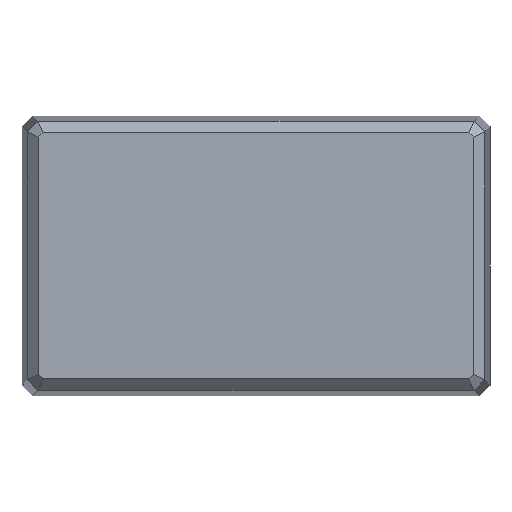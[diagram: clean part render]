
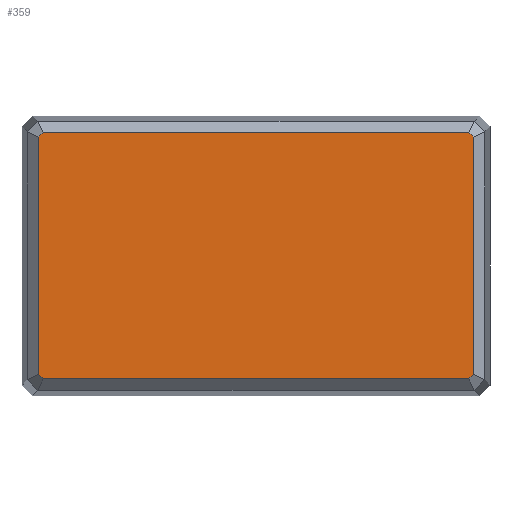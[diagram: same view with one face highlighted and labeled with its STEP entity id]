
A CAD part, top view. The second image highlights one B-rep face of the part: STEP entity #359.
In plain terms, the highlighted planar face has unit normal (0, 0, 1).
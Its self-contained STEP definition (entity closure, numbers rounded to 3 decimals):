
#22 = CARTESIAN_POINT ( 'NONE',  ( -40.396, 22.062, 29.5 ) ) ;
#26 = EDGE_CURVE ( 'NONE', #374, #730, #698, .T. ) ;
#27 = CARTESIAN_POINT ( 'NONE',  ( 31.253, -31.215, 29.5 ) ) ;
#30 = LINE ( 'NONE', #79, #459 ) ;
#35 = ORIENTED_EDGE ( 'NONE', *, *, #701, .T. ) ;
#41 = ORIENTED_EDGE ( 'NONE', *, *, #962, .T. ) ;
#79 = CARTESIAN_POINT ( 'NONE',  ( 40.396, 22.969, 29.5 ) ) ;
#84 = DIRECTION ( 'NONE',  ( 0., 1., 0. ) ) ;
#98 = VECTOR ( 'NONE', #838, 1000. ) ;
#112 = DIRECTION ( 'NONE',  ( 1., 0., 0. ) ) ;
#122 = LINE ( 'NONE', #934, #905 ) ;
#167 = VECTOR ( 'NONE', #290, 1000. ) ;
#169 = CARTESIAN_POINT ( 'NONE',  ( 39.562, 22.896, 29.5 ) ) ;
#189 = CARTESIAN_POINT ( 'NONE',  ( 40.469, -22.896, 29.5 ) ) ;
#196 = VERTEX_POINT ( 'NONE', #829 ) ;
#200 = EDGE_CURVE ( 'NONE', #730, #546, #724, .T. ) ;
#239 = VECTOR ( 'NONE', #112, 1000. ) ;
#263 = DIRECTION ( 'NONE',  ( 0., 0., 1. ) ) ;
#272 = ORIENTED_EDGE ( 'NONE', *, *, #682, .T. ) ;
#289 = DIRECTION ( 'NONE',  ( -0.708, 0.707, 0. ) ) ;
#290 = DIRECTION ( 'NONE',  ( 0.707, 0.708, 0. ) ) ;
#313 = CARTESIAN_POINT ( 'NONE',  ( 40.396, 22.063, 29.5 ) ) ;
#338 = DIRECTION ( 'NONE',  ( 0., -1., 0. ) ) ;
#359 = ADVANCED_FACE ( 'NONE', ( #604 ), #436, .T. ) ;
#374 = VERTEX_POINT ( 'NONE', #313 ) ;
#386 = LINE ( 'NONE', #27, #167 ) ;
#427 = CARTESIAN_POINT ( 'NONE',  ( -40.396, -22.969, 29.5 ) ) ;
#436 = PLANE ( 'NONE',  #476 ) ;
#446 = ORIENTED_EDGE ( 'NONE', *, *, #888, .T. ) ;
#459 = VECTOR ( 'NONE', #84, 1000. ) ;
#476 = AXIS2_PLACEMENT_3D ( 'NONE', #1037, #263, #865 ) ;
#536 = EDGE_CURVE ( 'NONE', #943, #374, #30, .T. ) ;
#546 = VERTEX_POINT ( 'NONE', #1085 ) ;
#555 = CARTESIAN_POINT ( 'NONE',  ( 40.396, -22.062, 29.5 ) ) ;
#564 = VERTEX_POINT ( 'NONE', #644 ) ;
#604 = FACE_OUTER_BOUND ( 'NONE', #1059, .T. ) ;
#617 = ORIENTED_EDGE ( 'NONE', *, *, #795, .T. ) ;
#644 = CARTESIAN_POINT ( 'NONE',  ( -40.396, -22.063, 29.5 ) ) ;
#645 = ORIENTED_EDGE ( 'NONE', *, *, #200, .T. ) ;
#654 = LINE ( 'NONE', #189, #239 ) ;
#682 = EDGE_CURVE ( 'NONE', #711, #564, #878, .T. ) ;
#687 = VERTEX_POINT ( 'NONE', #859 ) ;
#698 = LINE ( 'NONE', #1047, #990 ) ;
#701 = EDGE_CURVE ( 'NONE', #546, #711, #122, .T. ) ;
#707 = VECTOR ( 'NONE', #338, 1000. ) ;
#711 = VERTEX_POINT ( 'NONE', #22 ) ;
#724 = LINE ( 'NONE', #1096, #98 ) ;
#730 = VERTEX_POINT ( 'NONE', #169 ) ;
#754 = LINE ( 'NONE', #816, #1004 ) ;
#787 = ORIENTED_EDGE ( 'NONE', *, *, #26, .T. ) ;
#795 = EDGE_CURVE ( 'NONE', #687, #943, #386, .T. ) ;
#816 = CARTESIAN_POINT ( 'NONE',  ( -31.205, -31.243, 29.5 ) ) ;
#829 = CARTESIAN_POINT ( 'NONE',  ( -39.562, -22.896, 29.5 ) ) ;
#838 = DIRECTION ( 'NONE',  ( -1., 0., 0. ) ) ;
#852 = ORIENTED_EDGE ( 'NONE', *, *, #536, .T. ) ;
#859 = CARTESIAN_POINT ( 'NONE',  ( 39.563, -22.896, 29.5 ) ) ;
#865 = DIRECTION ( 'NONE',  ( 1., 0., 0. ) ) ;
#878 = LINE ( 'NONE', #427, #707 ) ;
#888 = EDGE_CURVE ( 'NONE', #196, #687, #654, .T. ) ;
#890 = DIRECTION ( 'NONE',  ( 0.708, -0.707, 0. ) ) ;
#905 = VECTOR ( 'NONE', #930, 1000. ) ;
#930 = DIRECTION ( 'NONE',  ( -0.707, -0.708, 0. ) ) ;
#934 = CARTESIAN_POINT ( 'NONE',  ( -31.253, 31.215, 29.5 ) ) ;
#943 = VERTEX_POINT ( 'NONE', #555 ) ;
#962 = EDGE_CURVE ( 'NONE', #564, #196, #754, .T. ) ;
#990 = VECTOR ( 'NONE', #289, 1000. ) ;
#1004 = VECTOR ( 'NONE', #890, 1000. ) ;
#1037 = CARTESIAN_POINT ( 'NONE',  ( 0., 0., 29.5 ) ) ;
#1047 = CARTESIAN_POINT ( 'NONE',  ( 31.205, 31.243, 29.5 ) ) ;
#1059 = EDGE_LOOP ( 'NONE', ( #645, #35, #272, #41, #446, #617, #852, #787 ) ) ;
#1085 = CARTESIAN_POINT ( 'NONE',  ( -39.563, 22.896, 29.5 ) ) ;
#1096 = CARTESIAN_POINT ( 'NONE',  ( -40.469, 22.896, 29.5 ) ) ;
